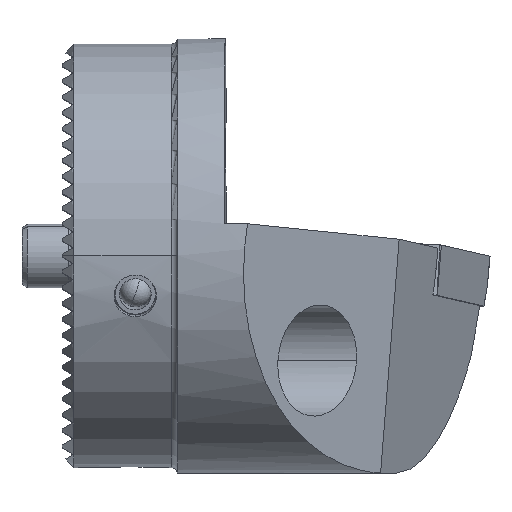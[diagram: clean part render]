
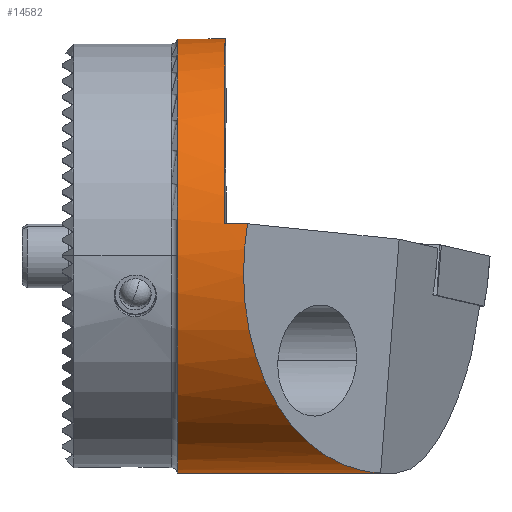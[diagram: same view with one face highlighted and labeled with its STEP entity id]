
A CAD part, top view. The second image highlights one B-rep face of the part: STEP entity #14582.
In plain terms, the highlighted cylindrical face has radius 20.5 mm (diameter 41 mm), a partial arc.
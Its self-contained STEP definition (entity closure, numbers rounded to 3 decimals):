
#331 = LINE ( 'NONE', #16534, #14890 ) ;
#871 = AXIS2_PLACEMENT_3D ( 'NONE', #2097, #15139, #2349 ) ;
#878 = CARTESIAN_POINT ( 'NONE',  ( 17.1, 3.005, 20.279 ) ) ;
#1300 = CARTESIAN_POINT ( 'NONE',  ( 14.993, 12.927, -15.974 ) ) ;
#1380 = DIRECTION ( 'NONE',  ( 1., 0., 0. ) ) ;
#1527 = CARTESIAN_POINT ( 'NONE',  ( 29.668, -20.492, 0.555 ) ) ;
#1618 = ORIENTED_EDGE ( 'NONE', *, *, #8373, .F. ) ;
#1673 = EDGE_LOOP ( 'NONE', ( #15534, #13071, #1618, #7281, #14772, #16375, #12501, #6815, #3302 ) ) ;
#1861 = EDGE_CURVE ( 'NONE', #16681, #9393, #10531, .T. ) ;
#1929 = CARTESIAN_POINT ( 'NONE',  ( -1.516, -20.5, 0. ) ) ;
#1996 = VERTEX_POINT ( 'NONE', #17245 ) ;
#2097 = CARTESIAN_POINT ( 'NONE',  ( 10.492, 0., 0. ) ) ;
#2231 = CARTESIAN_POINT ( 'NONE',  ( 29.668, -20.492, 0.555 ) ) ;
#2259 = VECTOR ( 'NONE', #3379, 1000. ) ;
#2331 = CARTESIAN_POINT ( 'NONE',  ( -1.516, 0., 0. ) ) ;
#2349 = DIRECTION ( 'NONE',  ( 0., 0., 1. ) ) ;
#2940 = DIRECTION ( 'NONE',  ( 0., 0., 1. ) ) ;
#3302 = ORIENTED_EDGE ( 'NONE', *, *, #15476, .F. ) ;
#3379 = DIRECTION ( 'NONE',  ( 1., 0., 0. ) ) ;
#3408 = VERTEX_POINT ( 'NONE', #17869 ) ;
#3510 = CARTESIAN_POINT ( 'NONE',  ( 29.668, -20.492, 0.555 ) ) ;
#3654 = DIRECTION ( 'NONE',  ( 1., 0., 0. ) ) ;
#4005 = EDGE_CURVE ( 'NONE', #16798, #3408, #14489, .T. ) ;
#4278 = CARTESIAN_POINT ( 'NONE',  ( 14.991, 27.826, -0.244 ) ) ;
#4660 = CARTESIAN_POINT ( 'NONE',  ( 29.846, -20.5, 0. ) ) ;
#4909 = VERTEX_POINT ( 'NONE', #18454 ) ;
#5082 = CYLINDRICAL_SURFACE ( 'NONE', #15976, 20.5 ) ;
#5229 = CARTESIAN_POINT ( 'NONE',  ( 20.384, -20.135, 13.735 ) ) ;
#5335 = VECTOR ( 'NONE', #14675, 1000. ) ;
#5413 = AXIS2_PLACEMENT_3D ( 'NONE', #7287, #1380, #2940 ) ;
#6515 = CARTESIAN_POINT ( 'NONE',  ( 10.492, 0., 20.5 ) ) ;
#6658 = DIRECTION ( 'NONE',  ( 0., 0., -1. ) ) ;
#6668 = EDGE_CURVE ( 'NONE', #4909, #14136, #18241, .T. ) ;
#6815 = ORIENTED_EDGE ( 'NONE', *, *, #6668, .F. ) ;
#7024 = CARTESIAN_POINT ( 'NONE',  ( 14.885, 3.005, 20.279 ) ) ;
#7281 = ORIENTED_EDGE ( 'NONE', *, *, #13858, .T. ) ;
#7287 = CARTESIAN_POINT ( 'NONE',  ( 10.492, 0., 0. ) ) ;
#8022 = EDGE_CURVE ( 'NONE', #14136, #9554, #11640, .T. ) ;
#8373 = EDGE_CURVE ( 'NONE', #10852, #1996, #9701, .T. ) ;
#8772 = CARTESIAN_POINT ( 'NONE',  ( 29.846, -20.5, 0. ) ) ;
#8935 = FACE_OUTER_BOUND ( 'NONE', #1673, .T. ) ;
#9393 = VERTEX_POINT ( 'NONE', #18224 ) ;
#9554 = VERTEX_POINT ( 'NONE', #4660 ) ;
#9701 = LINE ( 'NONE', #17662, #2259 ) ;
#10018 = CARTESIAN_POINT ( 'NONE',  ( 15.073, 14.98, -13.995 ) ) ;
#10038 = EDGE_CURVE ( 'NONE', #9393, #9554, #11412, .T. ) ;
#10531 = CIRCLE ( 'NONE', #871, 20.5 ) ;
#10852 = VERTEX_POINT ( 'NONE', #14380 ) ;
#11412 = LINE ( 'NONE', #1929, #5335 ) ;
#11470 = CARTESIAN_POINT ( 'NONE',  ( 15.073, 14.98, -13.995 ) ) ;
#11640 =( BOUNDED_CURVE ( )  B_SPLINE_CURVE ( 3, ( #1527, #15881, #14443, #8772 ),
 .UNSPECIFIED., .F., .F. ) 
 B_SPLINE_CURVE_WITH_KNOTS ( ( 4, 4 ),
 ( 4.472, 4.499 ),
 .UNSPECIFIED. ) 
 CURVE ( )  GEOMETRIC_REPRESENTATION_ITEM ( )  RATIONAL_B_SPLINE_CURVE ( ( 1., 1., 1., 1. ) ) 
 REPRESENTATION_ITEM ( '' )  );
#12501 = ORIENTED_EDGE ( 'NONE', *, *, #8022, .F. ) ;
#12708 = CARTESIAN_POINT ( 'NONE',  ( 15.079, 14.001, -15.042 ) ) ;
#12767 = CARTESIAN_POINT ( 'NONE',  ( 14.861, 11.758, -16.793 ) ) ;
#12950 = EDGE_CURVE ( 'NONE', #3408, #1996, #13102, .T. ) ;
#13071 = ORIENTED_EDGE ( 'NONE', *, *, #12950, .T. ) ;
#13102 = B_SPLINE_CURVE_WITH_KNOTS ( 'NONE', 3,
 ( #11470, #12708, #1300, #12767 ),
 .UNSPECIFIED., .F., .F.,
 ( 4, 4 ),
 ( 0., 0.004 ),
 .UNSPECIFIED. ) ;
#13664 = CARTESIAN_POINT ( 'NONE',  ( 14.983, -10.037, 22.211 ) ) ;
#13858 = EDGE_CURVE ( 'NONE', #10852, #16681, #15642, .T. ) ;
#14136 = VERTEX_POINT ( 'NONE', #2231 ) ;
#14380 = CARTESIAN_POINT ( 'NONE',  ( 10.492, 11.758, -16.793 ) ) ;
#14443 = CARTESIAN_POINT ( 'NONE',  ( 29.786, -20.5, 0.185 ) ) ;
#14489 =( BOUNDED_CURVE ( )  B_SPLINE_CURVE ( 3, ( #17231, #17170, #4278, #10018 ),
 .UNSPECIFIED., .F., .F. ) 
 B_SPLINE_CURVE_WITH_KNOTS ( ( 4, 4 ),
 ( 3.219, 5.394 ),
 .UNSPECIFIED. ) 
 CURVE ( )  GEOMETRIC_REPRESENTATION_ITEM ( )  RATIONAL_B_SPLINE_CURVE ( ( 1., 0.643, 0.643, 1. ) ) 
 REPRESENTATION_ITEM ( '' )  );
#14582 = ADVANCED_FACE ( 'NONE', ( #8935 ), #5082, .T. ) ;
#14675 = DIRECTION ( 'NONE',  ( 1., 0., 0. ) ) ;
#14772 = ORIENTED_EDGE ( 'NONE', *, *, #1861, .T. ) ;
#14890 = VECTOR ( 'NONE', #17887, 1000. ) ;
#15139 = DIRECTION ( 'NONE',  ( 1., 0., 0. ) ) ;
#15476 = EDGE_CURVE ( 'NONE', #16798, #4909, #331, .T. ) ;
#15534 = ORIENTED_EDGE ( 'NONE', *, *, #4005, .T. ) ;
#15642 = CIRCLE ( 'NONE', #5413, 20.5 ) ;
#15881 = CARTESIAN_POINT ( 'NONE',  ( 29.727, -20.497, 0.37 ) ) ;
#15976 = AXIS2_PLACEMENT_3D ( 'NONE', #2331, #3654, #6658 ) ;
#16375 = ORIENTED_EDGE ( 'NONE', *, *, #10038, .T. ) ;
#16534 = CARTESIAN_POINT ( 'NONE',  ( -1.516, 3.005, 20.279 ) ) ;
#16681 = VERTEX_POINT ( 'NONE', #6515 ) ;
#16798 = VERTEX_POINT ( 'NONE', #7024 ) ;
#17170 = CARTESIAN_POINT ( 'NONE',  ( 14.894, 21.619, 17.52 ) ) ;
#17231 = CARTESIAN_POINT ( 'NONE',  ( 14.885, 3.005, 20.279 ) ) ;
#17245 = CARTESIAN_POINT ( 'NONE',  ( 14.861, 11.758, -16.793 ) ) ;
#17662 = CARTESIAN_POINT ( 'NONE',  ( -1.516, 11.758, -16.793 ) ) ;
#17869 = CARTESIAN_POINT ( 'NONE',  ( 15.073, 14.98, -13.995 ) ) ;
#17887 = DIRECTION ( 'NONE',  ( 1., 0., 0. ) ) ;
#18224 = CARTESIAN_POINT ( 'NONE',  ( 10.492, -20.5, 0. ) ) ;
#18241 =( BOUNDED_CURVE ( )  B_SPLINE_CURVE ( 3, ( #878, #13664, #5229, #3510 ),
 .UNSPECIFIED., .F., .F. ) 
 B_SPLINE_CURVE_WITH_KNOTS ( ( 4, 4 ),
 ( 2.913, 4.604 ),
 .UNSPECIFIED. ) 
 CURVE ( )  GEOMETRIC_REPRESENTATION_ITEM ( )  RATIONAL_B_SPLINE_CURVE ( ( 1., 0.776, 0.776, 1. ) ) 
 REPRESENTATION_ITEM ( '' )  );
#18454 = CARTESIAN_POINT ( 'NONE',  ( 17.1, 3.005, 20.279 ) ) ;
